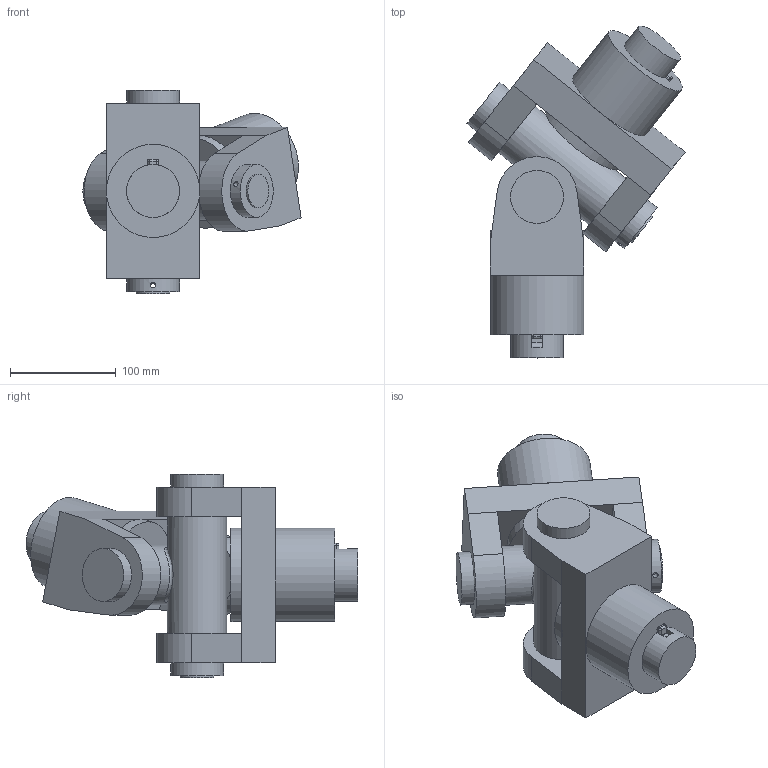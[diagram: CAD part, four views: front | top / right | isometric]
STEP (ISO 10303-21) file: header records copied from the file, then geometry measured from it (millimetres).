
FILE_DESCRIPTION(/* description */ ('STEP AP242','CAx-IF Rec.Pracs.---Representation and Presentation of Product Manufacturing Information (PMI)---4.0---2014-10-13','CAx-IF Rec.Pracs.---3D Tessellated Geometry---0.4---2014-09-14','2;1'),/* implementation_level */ '2;1');
FILE_NAME(/* name */ '658413010bde72428732f4eb',/* time_stamp */ '2023-12-21T10:27:14Z',/* author */ (''),/* organization */ (''),/* preprocessor_version */ 'ST-DEVELOPER v19.4',/* originating_system */ ' ',/* authorisation */ ' ');
FILE_SCHEMA (('AP242_MANAGED_MODEL_BASED_3D_ENGINEERING_MIM_LF { 1 0 10303 442 1 1 4 }'));
Length unit declared in the file: metre
Products named in the file (7): Assembly 1; Part 1
Assembly tree (11 placements, depth 2):
  Assembly 1
    Part 1  x2
    Part 1  x2
    Part 1  x2
    Part 1  x2
    Part 1  x2
    Part 1
Bounding box: 206.07 x 313.53 x 192 mm (x, y, z)
Volume: 3077908.1 mm3; surface area: 401390.2 mm2
Topology: 11 solids, 11 shells, 149 faces, 347 edges, 214 vertices
Faces by surface type: plane 72, cylinder 60, sphere 8, torus 8, bspline 1
Full cylindrical faces by diameter (mm): 5 x6, 32 x10, 50 x6, 56 x2, 88 x4
Entity records: 2596 total; most frequent: CARTESIAN_POINT 705, DIRECTION 378, ORIENTED_EDGE 298, AXIS2_PLACEMENT_3D 153, EDGE_CURVE 149, EDGE_LOOP 118, FACE_BOUND 118, VERTEX_POINT 103
